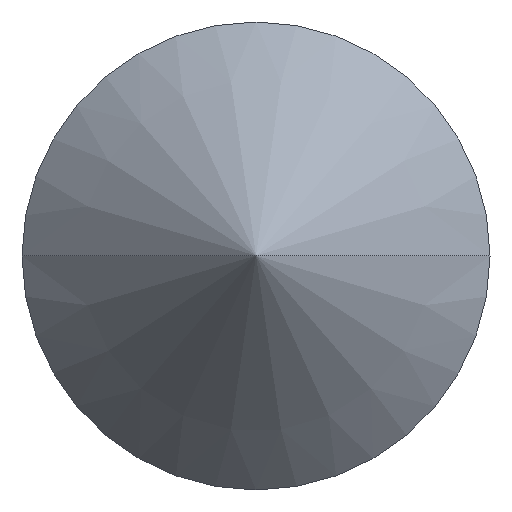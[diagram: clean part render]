
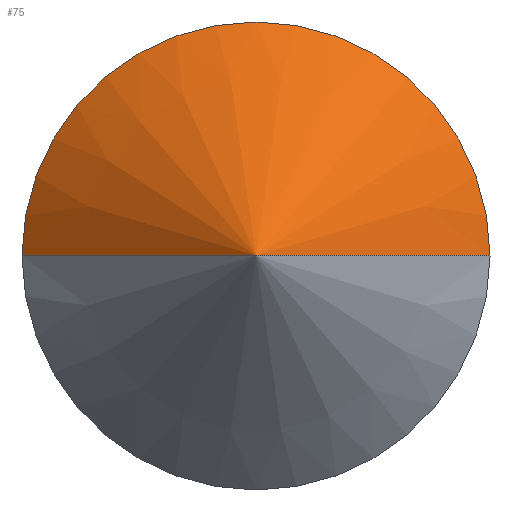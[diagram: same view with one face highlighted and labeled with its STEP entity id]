
A CAD part, top view. The second image highlights one B-rep face of the part: STEP entity #75.
In plain terms, the highlighted conical face has half-angle 45 degrees and reference radius 2.5 mm.
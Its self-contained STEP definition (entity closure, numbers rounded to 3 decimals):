
#75=ADVANCED_FACE('',(#79),#80,.T.);
#79=FACE_OUTER_BOUND('',#85,.T.);
#80=CONICAL_SURFACE('',#86,2.5,0.785);
#85=EDGE_LOOP('',(#91,#92,#93));
#86=AXIS2_PLACEMENT_3D('',#94,#95,#96);
#91=ORIENTED_EDGE('',*,*,#108,.F.);
#92=ORIENTED_EDGE('',*,*,#109,.F.);
#93=ORIENTED_EDGE('',*,*,#110,.F.);
#94=CARTESIAN_POINT('',(0.0,0.0,0.0));
#95=DIRECTION('',(-0.0,-0.0,-1.0));
#96=DIRECTION('',(1.0,0.0,0.0));
#108=EDGE_CURVE('',#112,#113,#114,.T.);
#109=EDGE_CURVE('',#115,#112,#116,.T.);
#110=EDGE_CURVE('',#113,#115,#117,.T.);
#112=VERTEX_POINT('',#119);
#113=VERTEX_POINT('',#120);
#114=LINE('',#121,#122);
#115=VERTEX_POINT('',#123);
#116=LINE('',#124,#125);
#117=CIRCLE('',#126,5.0);
#119=CARTESIAN_POINT('',(0.0,0.0,2.5));
#120=CARTESIAN_POINT('',(-5.0,0.,-2.5));
#121=CARTESIAN_POINT('',(-2.5,0.,0.0));
#122=VECTOR('',#128,1.0);
#123=CARTESIAN_POINT('',(5.0,0.0,-2.5));
#124=CARTESIAN_POINT('',(2.5,0.,0.0));
#125=VECTOR('',#129,1.0);
#126=AXIS2_PLACEMENT_3D('',#130,#131,#132);
#128=DIRECTION('',(-0.707,0.,-0.707));
#129=DIRECTION('',(-0.707,0.,0.707));
#130=CARTESIAN_POINT('',(0.0,0.0,-2.5));
#131=DIRECTION('',(0.0,0.0,-1.0));
#132=DIRECTION('',(1.0,0.0,0.0));
